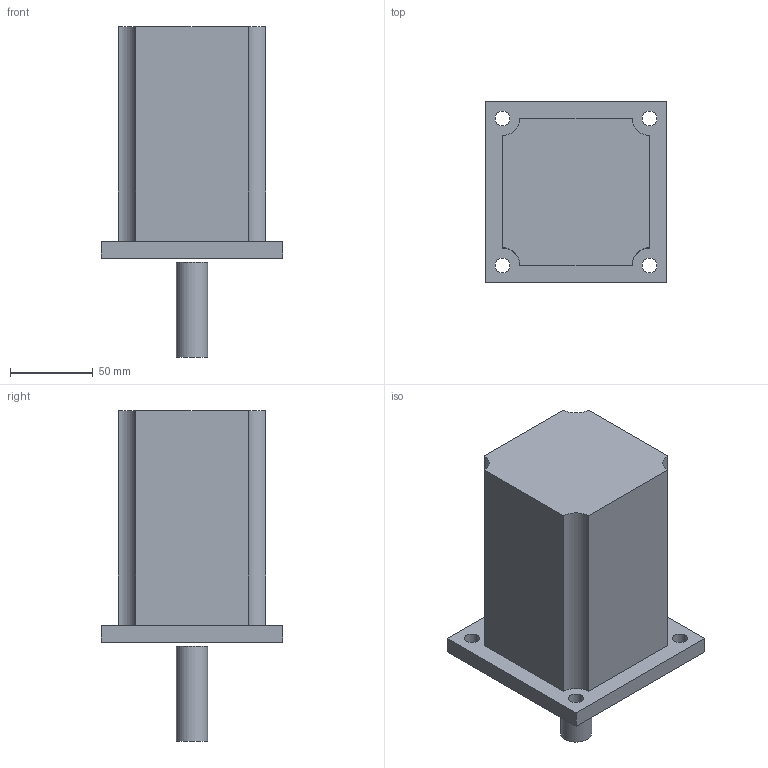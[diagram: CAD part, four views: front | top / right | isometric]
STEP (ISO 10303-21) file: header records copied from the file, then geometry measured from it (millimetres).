
FILE_DESCRIPTION(('FreeCAD Model'),'2;1');
FILE_NAME('Open CASCADE Shape Model','2023-05-01T17:35:54',(''),(''), 'Open CASCADE STEP processor 7.6','FreeCAD','Unknown');
FILE_SCHEMA(('AUTOMOTIVE_DESIGN { 1 0 10303 214 1 1 1 1 }'));
Length unit declared in the file: millimetre
Products named in the file (5): Unnamed; Extrude; Extrude001; Extrude002; Cylinder
Assembly tree (4 placements, depth 2):
  Unnamed
    Extrude
    Extrude001
    Extrude002
    Cylinder
Bounding box: 110 x 110 x 200 mm (x, y, z)
Volume: 1267789.6 mm3; surface area: 114058.6 mm2
Topology: 4 solids, 4 shells, 33 faces, 75 edges, 50 vertices
Faces by surface type: plane 20, cylinder 13
Full cylindrical faces by diameter (mm): 9 x4, 19 x1
Entity records: 2044 total; most frequent: DIRECTION 327, CARTESIAN_POINT 313, LINE 173, VECTOR 173, ORIENTED_EDGE 150, PCURVE 150, DEFINITIONAL_REPRESENTATION 150, EDGE_CURVE 75
